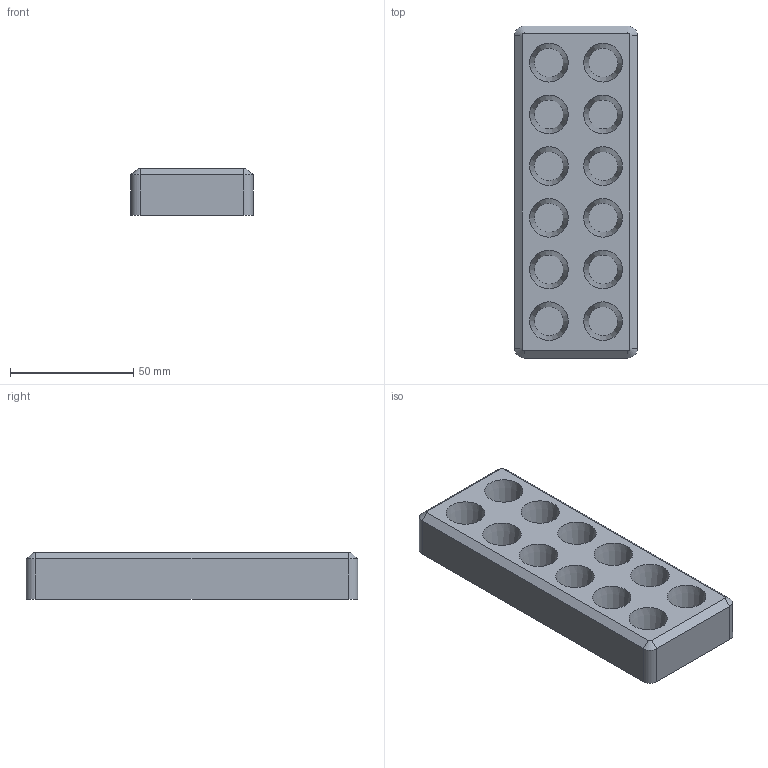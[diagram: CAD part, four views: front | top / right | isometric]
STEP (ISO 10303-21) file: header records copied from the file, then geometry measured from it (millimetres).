
FILE_DESCRIPTION(/* description */ (''),/* implementation_level */ '2;1');
FILE_NAME(/* name */ 'ER16-Collet-Insert.step',/* time_stamp */ '2024-09-02T08:48:15-04:00',/* author */ (''),/* organization */ (''),/* preprocessor_version */ 'ST-DEVELOPER v20',/* originating_system */ 'Autodesk Translation Framework v13.14.0.145',/* authorisation */ '');
FILE_SCHEMA (('AUTOMOTIVE_DESIGN { 1 0 10303 214 3 1 1 }'));
Length unit declared in the file: millimetre
Products named in the file (1): ER16-Collet-Insert
Bounding box: 49.8 x 134.8 x 19 mm (x, y, z)
Volume: 100825 mm3; surface area: 26023.9 mm2
Topology: 1 solids, 1 shells, 42 faces, 76 edges, 48 vertices
Faces by surface type: plane 22, cone 16, cylinder 4
Entity records: 1072 total; most frequent: DIRECTION 198, CARTESIAN_POINT 167, ORIENTED_EDGE 152, AXIS2_PLACEMENT_3D 79, EDGE_CURVE 76, EDGE_LOOP 54, VERTEX_POINT 48, FACE_OUTER_BOUND 42
